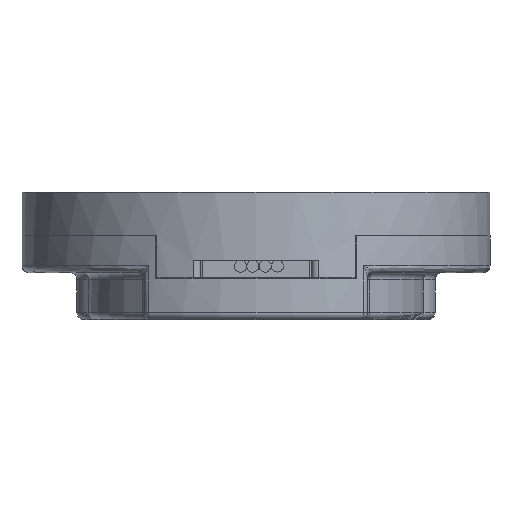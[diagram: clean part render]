
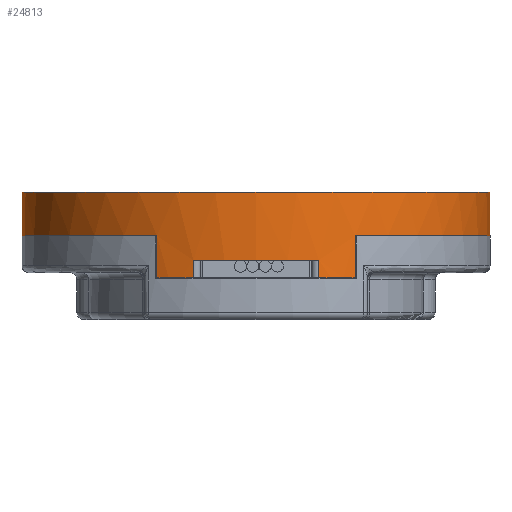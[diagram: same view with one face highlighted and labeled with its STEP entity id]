
A CAD part, front view. The second image highlights one B-rep face of the part: STEP entity #24813.
In plain terms, the highlighted cylindrical face has radius 26.67 mm (diameter 53.34 mm), a partial arc.
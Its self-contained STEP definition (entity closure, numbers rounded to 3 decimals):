
#26 = ORIENTED_EDGE ( 'NONE', *, *, #20987, .T. ) ;
#113 = CARTESIAN_POINT ( 'NONE',  ( 7.155, -25.692, 7.696 ) ) ;
#162 = VECTOR ( 'NONE', #9825, 1000. ) ;
#318 = CARTESIAN_POINT ( 'NONE',  ( 7.155, -25.692, 9.728 ) ) ;
#419 = CARTESIAN_POINT ( 'NONE',  ( 7.134, -25.698, 7.696 ) ) ;
#448 = CARTESIAN_POINT ( 'NONE',  ( 0., 0., 0. ) ) ;
#720 = DIRECTION ( 'NONE',  ( 0., 0., -1. ) ) ;
#783 = LINE ( 'NONE', #17842, #162 ) ;
#915 = CARTESIAN_POINT ( 'NONE',  ( 0., 0., 7.696 ) ) ;
#1091 = CIRCLE ( 'NONE', #4955, 26.67 ) ;
#1251 = CARTESIAN_POINT ( 'NONE',  ( -26.67, 0., 0. ) ) ;
#1555 = AXIS2_PLACEMENT_3D ( 'NONE', #448, #14404, #2428 ) ;
#1780 = ORIENTED_EDGE ( 'NONE', *, *, #22999, .F. ) ;
#2179 = EDGE_CURVE ( 'NONE', #12752, #11780, #24480, .T. ) ;
#2224 = CARTESIAN_POINT ( 'NONE',  ( 0., 0., 4.953 ) ) ;
#2241 = VERTEX_POINT ( 'NONE', #2761 ) ;
#2428 = DIRECTION ( 'NONE',  ( 1., 0., 0. ) ) ;
#2681 = VECTOR ( 'NONE', #21363, 1000. ) ;
#2761 = CARTESIAN_POINT ( 'NONE',  ( -11.303, -24.156, 4.953 ) ) ;
#2889 = DIRECTION ( 'NONE',  ( 1., 0., 0. ) ) ;
#2979 = CIRCLE ( 'NONE', #5628, 26.67 ) ;
#3040 = CARTESIAN_POINT ( 'NONE',  ( 7.134, -25.698, 7.696 ) ) ;
#3346 = CARTESIAN_POINT ( 'NONE',  ( -26.67, 0., 4.953 ) ) ;
#3754 = DIRECTION ( 'NONE',  ( 1., 0., 0. ) ) ;
#3973 = LINE ( 'NONE', #9085, #23920 ) ;
#3978 = CIRCLE ( 'NONE', #15018, 26.67 ) ;
#4254 = DIRECTION ( 'NONE',  ( 1., 0., 0. ) ) ;
#4654 = EDGE_CURVE ( 'NONE', #17997, #2241, #10617, .T. ) ;
#4955 = AXIS2_PLACEMENT_3D ( 'NONE', #915, #14893, #2889 ) ;
#5089 = CARTESIAN_POINT ( 'NONE',  ( 7.148, -25.694, 7.696 ) ) ;
#5628 = AXIS2_PLACEMENT_3D ( 'NONE', #22712, #10784, #24714 ) ;
#6075 = ORIENTED_EDGE ( 'NONE', *, *, #13587, .T. ) ;
#6320 = VERTEX_POINT ( 'NONE', #23597 ) ;
#6624 = EDGE_CURVE ( 'NONE', #23404, #15121, #2979, .T. ) ;
#7360 = EDGE_CURVE ( 'NONE', #19683, #17997, #25246, .T. ) ;
#7422 = CARTESIAN_POINT ( 'NONE',  ( 11.303, -24.156, 0. ) ) ;
#7743 = AXIS2_PLACEMENT_3D ( 'NONE', #11803, #25718, #13811 ) ;
#7759 = CARTESIAN_POINT ( 'NONE',  ( 0., 0., 0. ) ) ;
#7762 = ORIENTED_EDGE ( 'NONE', *, *, #18576, .T. ) ;
#8360 = EDGE_CURVE ( 'NONE', #11780, #9590, #18383, .T. ) ;
#8730 = VECTOR ( 'NONE', #11299, 1000. ) ;
#9024 = EDGE_CURVE ( 'NONE', #6320, #16631, #3978, .T. ) ;
#9085 = CARTESIAN_POINT ( 'NONE',  ( 26.67, 0., 0. ) ) ;
#9124 = ORIENTED_EDGE ( 'NONE', *, *, #4654, .F. ) ;
#9590 = VERTEX_POINT ( 'NONE', #113 ) ;
#9686 = DIRECTION ( 'NONE',  ( 0., 0., -1. ) ) ;
#9825 = DIRECTION ( 'NONE',  ( 0., 0., -1. ) ) ;
#10617 = CIRCLE ( 'NONE', #7743, 26.67 ) ;
#10784 = DIRECTION ( 'NONE',  ( 0., 0., -1. ) ) ;
#10944 = ORIENTED_EDGE ( 'NONE', *, *, #6624, .T. ) ;
#11079 = ORIENTED_EDGE ( 'NONE', *, *, #8360, .T. ) ;
#11092 = DIRECTION ( 'NONE',  ( 0., 0., 1. ) ) ;
#11299 = DIRECTION ( 'NONE',  ( 0., 0., 1. ) ) ;
#11704 = CARTESIAN_POINT ( 'NONE',  ( -7.155, -25.692, 0. ) ) ;
#11780 = VERTEX_POINT ( 'NONE', #318 ) ;
#11803 = CARTESIAN_POINT ( 'NONE',  ( 0., 0., 4.953 ) ) ;
#12238 = AXIS2_PLACEMENT_3D ( 'NONE', #12654, #720, #14678 ) ;
#12654 = CARTESIAN_POINT ( 'NONE',  ( 0., 0., 9.728 ) ) ;
#12695 = LINE ( 'NONE', #7422, #2681 ) ;
#12752 = VERTEX_POINT ( 'NONE', #23268 ) ;
#12942 = ORIENTED_EDGE ( 'NONE', *, *, #20687, .T. ) ;
#13041 = VECTOR ( 'NONE', #9686, 1000. ) ;
#13551 = EDGE_LOOP ( 'NONE', ( #21077, #6075, #17651, #14744, #15561, #20895, #11079, #1780, #12942, #7762, #10944, #26, #9124 ) ) ;
#13587 = EDGE_CURVE ( 'NONE', #19683, #24667, #16755, .T. ) ;
#13800 = DIRECTION ( 'NONE',  ( 0., 0., 1. ) ) ;
#13811 = DIRECTION ( 'NONE',  ( 1., 0., 0. ) ) ;
#13898 = CARTESIAN_POINT ( 'NONE',  ( -11.303, -24.156, 9.728 ) ) ;
#14284 = CYLINDRICAL_SURFACE ( 'NONE', #14885, 26.67 ) ;
#14404 = DIRECTION ( 'NONE',  ( 0., 0., 1. ) ) ;
#14678 = DIRECTION ( 'NONE',  ( 1., 0., 0. ) ) ;
#14744 = ORIENTED_EDGE ( 'NONE', *, *, #9024, .F. ) ;
#14885 = AXIS2_PLACEMENT_3D ( 'NONE', #7759, #13800, #3754 ) ;
#14893 = DIRECTION ( 'NONE',  ( 0., 0., -1. ) ) ;
#15018 = AXIS2_PLACEMENT_3D ( 'NONE', #2224, #16221, #4254 ) ;
#15121 = VERTEX_POINT ( 'NONE', #13898 ) ;
#15561 = ORIENTED_EDGE ( 'NONE', *, *, #19844, .T. ) ;
#16221 = DIRECTION ( 'NONE',  ( 0., 0., 1. ) ) ;
#16514 = CARTESIAN_POINT ( 'NONE',  ( -7.155, -25.692, 7.696 ) ) ;
#16631 = VERTEX_POINT ( 'NONE', #25735 ) ;
#16755 = CIRCLE ( 'NONE', #1555, 26.67 ) ;
#17138 = LINE ( 'NONE', #11704, #17761 ) ;
#17651 = ORIENTED_EDGE ( 'NONE', *, *, #19786, .T. ) ;
#17761 = VECTOR ( 'NONE', #25637, 1000. ) ;
#17789 = VERTEX_POINT ( 'NONE', #419 ) ;
#17842 = CARTESIAN_POINT ( 'NONE',  ( -11.303, -24.156, 0. ) ) ;
#17997 = VERTEX_POINT ( 'NONE', #3346 ) ;
#18383 = LINE ( 'NONE', #21603, #13041 ) ;
#18576 = EDGE_CURVE ( 'NONE', #18825, #23404, #17138, .T. ) ;
#18708 = CARTESIAN_POINT ( 'NONE',  ( -26.67, 0., 0. ) ) ;
#18825 = VERTEX_POINT ( 'NONE', #16514 ) ;
#18850 = CARTESIAN_POINT ( 'NONE',  ( -7.155, -25.692, 9.728 ) ) ;
#19040 = CARTESIAN_POINT ( 'NONE',  ( 7.155, -25.692, 7.696 ) ) ;
#19205 = CARTESIAN_POINT ( 'NONE',  ( 26.67, 0., 0. ) ) ;
#19535 = B_SPLINE_CURVE_WITH_KNOTS ( 'NONE', 3,
 ( #3040, #22937, #5089, #19040 ),
 .UNSPECIFIED., .F., .F.,
 ( 4, 4 ),
 ( 0., 1. ),
 .UNSPECIFIED. ) ;
#19683 = VERTEX_POINT ( 'NONE', #18708 ) ;
#19786 = EDGE_CURVE ( 'NONE', #24667, #16631, #3973, .T. ) ;
#19844 = EDGE_CURVE ( 'NONE', #6320, #12752, #12695, .T. ) ;
#20687 = EDGE_CURVE ( 'NONE', #17789, #18825, #1091, .T. ) ;
#20827 = FACE_OUTER_BOUND ( 'NONE', #13551, .T. ) ;
#20895 = ORIENTED_EDGE ( 'NONE', *, *, #2179, .T. ) ;
#20987 = EDGE_CURVE ( 'NONE', #15121, #2241, #783, .T. ) ;
#21077 = ORIENTED_EDGE ( 'NONE', *, *, #7360, .F. ) ;
#21363 = DIRECTION ( 'NONE',  ( 0., 0., 1. ) ) ;
#21603 = CARTESIAN_POINT ( 'NONE',  ( 7.155, -25.692, 0. ) ) ;
#22712 = CARTESIAN_POINT ( 'NONE',  ( 0., 0., 9.728 ) ) ;
#22937 = CARTESIAN_POINT ( 'NONE',  ( 7.141, -25.696, 7.696 ) ) ;
#22999 = EDGE_CURVE ( 'NONE', #17789, #9590, #19535, .T. ) ;
#23268 = CARTESIAN_POINT ( 'NONE',  ( 11.303, -24.156, 9.728 ) ) ;
#23404 = VERTEX_POINT ( 'NONE', #18850 ) ;
#23597 = CARTESIAN_POINT ( 'NONE',  ( 11.303, -24.156, 4.953 ) ) ;
#23920 = VECTOR ( 'NONE', #11092, 1000. ) ;
#24480 = CIRCLE ( 'NONE', #12238, 26.67 ) ;
#24667 = VERTEX_POINT ( 'NONE', #19205 ) ;
#24714 = DIRECTION ( 'NONE',  ( 1., 0., 0. ) ) ;
#24813 = ADVANCED_FACE ( 'NONE', ( #20827 ), #14284, .T. ) ;
#25246 = LINE ( 'NONE', #1251, #8730 ) ;
#25637 = DIRECTION ( 'NONE',  ( 0., 0., 1. ) ) ;
#25718 = DIRECTION ( 'NONE',  ( 0., 0., 1. ) ) ;
#25735 = CARTESIAN_POINT ( 'NONE',  ( 26.67, 0., 4.953 ) ) ;
